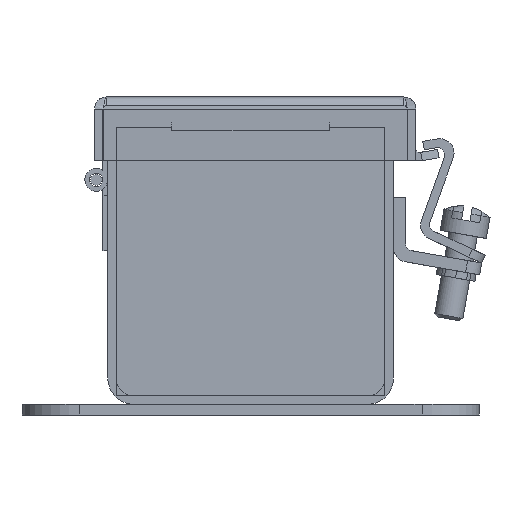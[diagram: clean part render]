
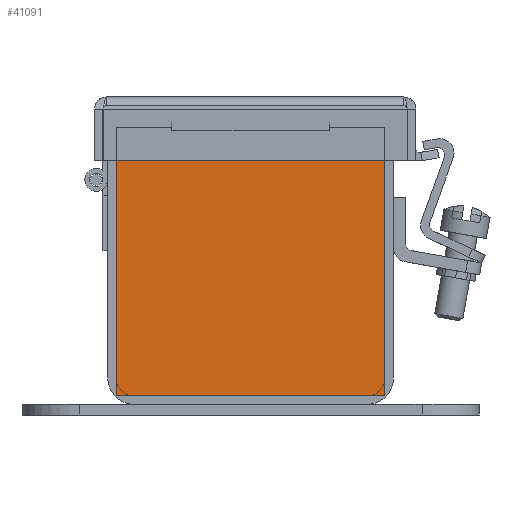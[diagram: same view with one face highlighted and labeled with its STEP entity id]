
A CAD part, left-side view. The second image highlights one B-rep face of the part: STEP entity #41091.
In plain terms, the highlighted planar face has unit normal (-1, 0, 0).
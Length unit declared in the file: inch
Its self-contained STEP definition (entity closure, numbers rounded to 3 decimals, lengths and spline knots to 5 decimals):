
#45 = EDGE_CURVE ( 'NONE', #36531, #37114, #26591, .T. ) ;
#819 = VERTEX_POINT ( 'NONE', #9909 ) ;
#863 = CARTESIAN_POINT ( 'NONE',  ( -1.70918, -1.17725, -0.85396 ) ) ;
#1630 = LINE ( 'NONE', #33126, #24035 ) ;
#1742 = EDGE_CURVE ( 'NONE', #50778, #35516, #15120, .T. ) ;
#2127 = LINE ( 'NONE', #41968, #18772 ) ;
#2150 = ORIENTED_EDGE ( 'NONE', *, *, #32721, .T. ) ;
#3236 = VECTOR ( 'NONE', #47035, 39.37008 ) ;
#6041 = VECTOR ( 'NONE', #9581, 39.37008 ) ;
#6201 = VERTEX_POINT ( 'NONE', #40994 ) ;
#7246 = CARTESIAN_POINT ( 'NONE',  ( -1.70918, -0.69125, 0.29079 ) ) ;
#7794 = CARTESIAN_POINT ( 'NONE',  ( -1.70918, -0.00125, -0.85396 ) ) ;
#8095 = CARTESIAN_POINT ( 'NONE',  ( -1.70918, -0.69125, 0.29059 ) ) ;
#8526 = VERTEX_POINT ( 'NONE', #16751 ) ;
#8811 = LINE ( 'NONE', #863, #6041 ) ;
#9581 = DIRECTION ( 'NONE',  ( 0., 0., -1. ) ) ;
#9603 = CARTESIAN_POINT ( 'NONE',  ( -1.70918, 0.68895, 0.29059 ) ) ;
#9763 = EDGE_CURVE ( 'NONE', #44253, #39766, #8811, .T. ) ;
#9909 = CARTESIAN_POINT ( 'NONE',  ( -1.70918, 0.68895, 0.32204 ) ) ;
#10086 = ORIENTED_EDGE ( 'NONE', *, *, #15481, .F. ) ;
#11157 = ORIENTED_EDGE ( 'NONE', *, *, #45584, .F. ) ;
#13320 = CARTESIAN_POINT ( 'NONE',  ( -1.70918, -0.69125, 0.29059 ) ) ;
#15112 = DIRECTION ( 'NONE',  ( 0., -1., 0. ) ) ;
#15120 = LINE ( 'NONE', #31114, #3236 ) ;
#15126 = DIRECTION ( 'NONE',  ( 0., 1., 0. ) ) ;
#15137 = DIRECTION ( 'NONE',  ( 0., -1., 0. ) ) ;
#15249 = CARTESIAN_POINT ( 'NONE',  ( -1.70918, -1.17725, 0.32204 ) ) ;
#15481 = EDGE_CURVE ( 'NONE', #6201, #35950, #19069, .T. ) ;
#16304 = VECTOR ( 'NONE', #15112, 39.37008 ) ;
#16751 = CARTESIAN_POINT ( 'NONE',  ( -1.70918, 0.68875, 0.29059 ) ) ;
#18772 = VECTOR ( 'NONE', #22020, 39.37008 ) ;
#18903 = VECTOR ( 'NONE', #22663, 39.37008 ) ;
#19069 = LINE ( 'NONE', #35066, #16304 ) ;
#19291 = EDGE_CURVE ( 'NONE', #8526, #50287, #22603, .T. ) ;
#20821 = VECTOR ( 'NONE', #40029, 39.37008 ) ;
#22020 = DIRECTION ( 'NONE',  ( 0., 0., -1. ) ) ;
#22603 = LINE ( 'NONE', #26254, #47076 ) ;
#22663 = DIRECTION ( 'NONE',  ( 0., 0., 1. ) ) ;
#23809 = CARTESIAN_POINT ( 'NONE',  ( -1.70918, -0.00125, 0.32204 ) ) ;
#23987 = LINE ( 'NONE', #8095, #20821 ) ;
#24035 = VECTOR ( 'NONE', #49726, 39.37008 ) ;
#24125 = VECTOR ( 'NONE', #32745, 39.37008 ) ;
#24296 = LINE ( 'NONE', #23809, #24125 ) ;
#24918 = ORIENTED_EDGE ( 'NONE', *, *, #47091, .T. ) ;
#25717 = VECTOR ( 'NONE', #15137, 39.37008 ) ;
#26044 = CARTESIAN_POINT ( 'NONE',  ( -1.70918, 0.68895, 0.29059 ) ) ;
#26213 = EDGE_CURVE ( 'NONE', #6201, #8526, #2127, .T. ) ;
#26254 = CARTESIAN_POINT ( 'NONE',  ( -1.70918, 0.68875, 0.29059 ) ) ;
#26591 = LINE ( 'NONE', #42609, #18903 ) ;
#27271 = ORIENTED_EDGE ( 'NONE', *, *, #1742, .T. ) ;
#29191 = ORIENTED_EDGE ( 'NONE', *, *, #41436, .F. ) ;
#29901 = LINE ( 'NONE', #38738, #25717 ) ;
#30257 = LINE ( 'NONE', #26044, #50606 ) ;
#30264 = CARTESIAN_POINT ( 'NONE',  ( -1.70918, 1.17475, 0.32204 ) ) ;
#30472 = CARTESIAN_POINT ( 'NONE',  ( -1.70918, -0.69145, 0.32204 ) ) ;
#30492 = DIRECTION ( 'NONE',  ( 0., 1., 0. ) ) ;
#31114 = CARTESIAN_POINT ( 'NONE',  ( -1.70918, -0.69145, 0.29059 ) ) ;
#31470 = CARTESIAN_POINT ( 'NONE',  ( -1.70918, 1.17475, -2.02996 ) ) ;
#32469 = VERTEX_POINT ( 'NONE', #30472 ) ;
#32721 = EDGE_CURVE ( 'NONE', #35516, #35950, #23987, .T. ) ;
#32745 = DIRECTION ( 'NONE',  ( 0., -1., 0. ) ) ;
#33126 = CARTESIAN_POINT ( 'NONE',  ( -1.70918, -0.69145, 0.32204 ) ) ;
#33468 = ORIENTED_EDGE ( 'NONE', *, *, #45788, .T. ) ;
#34015 = FACE_OUTER_BOUND ( 'NONE', #48347, .T. ) ;
#34381 = CARTESIAN_POINT ( 'NONE',  ( -1.70918, -0.69145, 0.29059 ) ) ;
#34508 = ORIENTED_EDGE ( 'NONE', *, *, #9763, .F. ) ;
#35066 = CARTESIAN_POINT ( 'NONE',  ( -1.70918, -0.00125, 0.29079 ) ) ;
#35516 = VERTEX_POINT ( 'NONE', #13320 ) ;
#35950 = VERTEX_POINT ( 'NONE', #7246 ) ;
#36097 = LINE ( 'NONE', #50880, #36519 ) ;
#36519 = VECTOR ( 'NONE', #15126, 39.37008 ) ;
#36531 = VERTEX_POINT ( 'NONE', #31470 ) ;
#37114 = VERTEX_POINT ( 'NONE', #30264 ) ;
#38738 = CARTESIAN_POINT ( 'NONE',  ( -1.70918, -0.00125, 0.32204 ) ) ;
#38980 = DIRECTION ( 'NONE',  ( 0., 1., 0. ) ) ;
#39766 = VERTEX_POINT ( 'NONE', #47956 ) ;
#40029 = DIRECTION ( 'NONE',  ( 0., 0., 1. ) ) ;
#40994 = CARTESIAN_POINT ( 'NONE',  ( -1.70918, 0.68875, 0.29079 ) ) ;
#41091 = ADVANCED_FACE ( 'NONE', ( #34015 ), #49844, .F. ) ;
#41436 = EDGE_CURVE ( 'NONE', #32469, #44253, #29901, .T. ) ;
#41463 = ORIENTED_EDGE ( 'NONE', *, *, #41829, .F. ) ;
#41829 = EDGE_CURVE ( 'NONE', #37114, #819, #24296, .T. ) ;
#41968 = CARTESIAN_POINT ( 'NONE',  ( -1.70918, 0.68875, 0.32204 ) ) ;
#42090 = DIRECTION ( 'NONE',  ( 0., 0., 1. ) ) ;
#42609 = CARTESIAN_POINT ( 'NONE',  ( -1.70918, 1.17475, -0.85396 ) ) ;
#43622 = ORIENTED_EDGE ( 'NONE', *, *, #19291, .T. ) ;
#44253 = VERTEX_POINT ( 'NONE', #15249 ) ;
#45584 = EDGE_CURVE ( 'NONE', #39766, #36531, #36097, .T. ) ;
#45788 = EDGE_CURVE ( 'NONE', #50287, #819, #30257, .T. ) ;
#45855 = AXIS2_PLACEMENT_3D ( 'NONE', #7794, #47007, #38980 ) ;
#47007 = DIRECTION ( 'NONE',  ( 1., 0., 0. ) ) ;
#47035 = DIRECTION ( 'NONE',  ( 0., 1., 0. ) ) ;
#47076 = VECTOR ( 'NONE', #30492, 39.37008 ) ;
#47091 = EDGE_CURVE ( 'NONE', #32469, #50778, #1630, .T. ) ;
#47638 = ORIENTED_EDGE ( 'NONE', *, *, #45, .F. ) ;
#47956 = CARTESIAN_POINT ( 'NONE',  ( -1.70918, -1.17725, -2.02996 ) ) ;
#48347 = EDGE_LOOP ( 'NONE', ( #27271, #2150, #10086, #50876, #43622, #33468, #41463, #47638, #11157, #34508, #29191, #24918 ) ) ;
#49726 = DIRECTION ( 'NONE',  ( 0., 0., -1. ) ) ;
#49844 = PLANE ( 'NONE',  #45855 ) ;
#50287 = VERTEX_POINT ( 'NONE', #9603 ) ;
#50606 = VECTOR ( 'NONE', #42090, 39.37008 ) ;
#50778 = VERTEX_POINT ( 'NONE', #34381 ) ;
#50876 = ORIENTED_EDGE ( 'NONE', *, *, #26213, .T. ) ;
#50880 = CARTESIAN_POINT ( 'NONE',  ( -1.70918, -0.00125, -2.02996 ) ) ;
